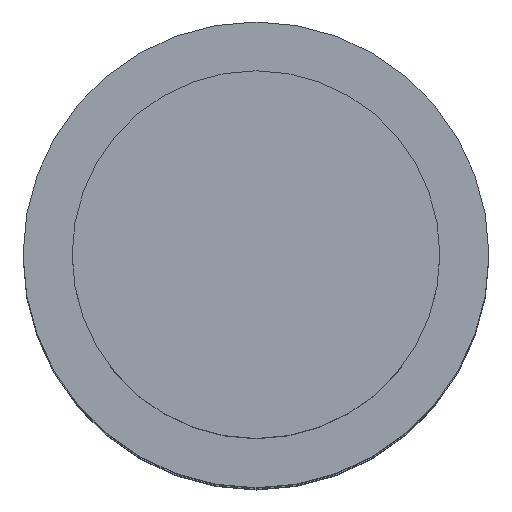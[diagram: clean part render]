
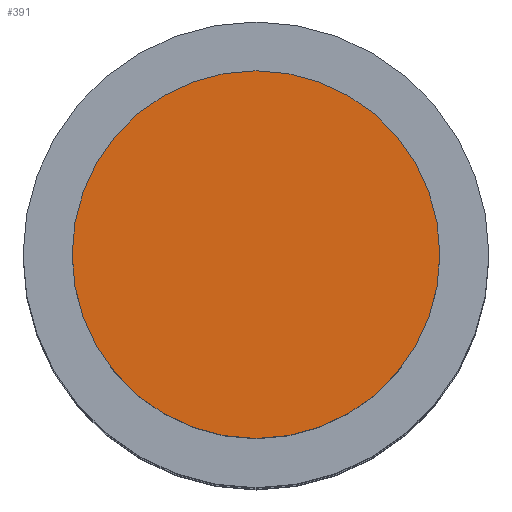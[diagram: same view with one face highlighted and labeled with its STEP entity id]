
A CAD part, top view. The second image highlights one B-rep face of the part: STEP entity #391.
In plain terms, the highlighted planar face has unit normal (0, 0, 1).
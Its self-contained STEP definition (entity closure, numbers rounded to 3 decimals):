
#1 = DIRECTION ( 'NONE',  ( 1., 0., 0. ) ) ;
#3 = PLANE ( 'NONE',  #342 ) ;
#7 = CARTESIAN_POINT ( 'NONE',  ( 0., 0., 32. ) ) ;
#66 = VERTEX_POINT ( 'NONE', #240 ) ;
#84 = ORIENTED_EDGE ( 'NONE', *, *, #263, .T. ) ;
#117 = FACE_OUTER_BOUND ( 'NONE', #184, .T. ) ;
#156 = CARTESIAN_POINT ( 'NONE',  ( 0., 0., 32. ) ) ;
#179 = ORIENTED_EDGE ( 'NONE', *, *, #428, .T. ) ;
#180 = AXIS2_PLACEMENT_3D ( 'NONE', #218, #335, #296 ) ;
#184 = EDGE_LOOP ( 'NONE', ( #179, #84 ) ) ;
#218 = CARTESIAN_POINT ( 'NONE',  ( 0., 0., 32. ) ) ;
#240 = CARTESIAN_POINT ( 'NONE',  ( -3.75, 0., 32. ) ) ;
#263 = EDGE_CURVE ( 'NONE', #394, #66, #431, .T. ) ;
#271 = CARTESIAN_POINT ( 'NONE',  ( 3.75, 0., 32. ) ) ;
#296 = DIRECTION ( 'NONE',  ( 1., 0., 0. ) ) ;
#314 = DIRECTION ( 'NONE',  ( 1., 0., 0. ) ) ;
#335 = DIRECTION ( 'NONE',  ( 0., 0., 1. ) ) ;
#342 = AXIS2_PLACEMENT_3D ( 'NONE', #7, #422, #314 ) ;
#391 = ADVANCED_FACE ( 'NONE', ( #117 ), #3, .T. ) ;
#394 = VERTEX_POINT ( 'NONE', #271 ) ;
#410 = CIRCLE ( 'NONE', #459, 3.75 ) ;
#422 = DIRECTION ( 'NONE',  ( 0., 0., 1. ) ) ;
#425 = DIRECTION ( 'NONE',  ( 0., 0., 1. ) ) ;
#428 = EDGE_CURVE ( 'NONE', #66, #394, #410, .T. ) ;
#431 = CIRCLE ( 'NONE', #180, 3.75 ) ;
#459 = AXIS2_PLACEMENT_3D ( 'NONE', #156, #425, #1 ) ;
